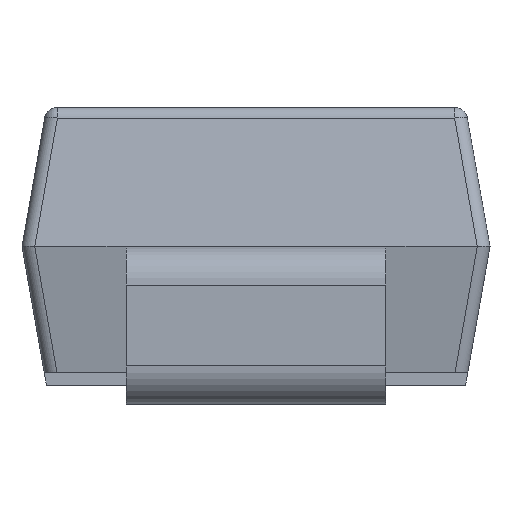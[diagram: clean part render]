
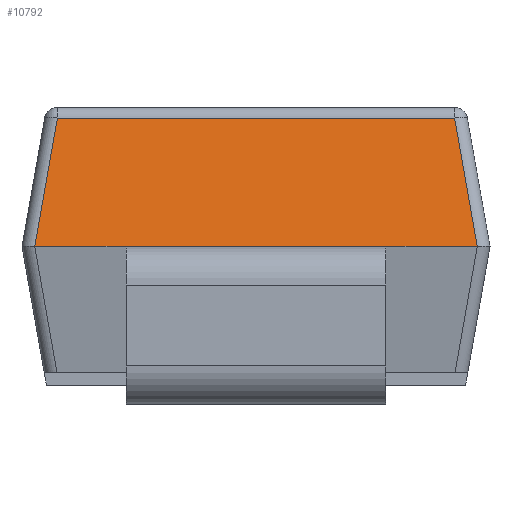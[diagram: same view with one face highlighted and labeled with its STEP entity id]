
A CAD part, left-side view. The second image highlights one B-rep face of the part: STEP entity #10792.
In plain terms, the highlighted planar face has unit normal (-0.985, 0, 0.174).
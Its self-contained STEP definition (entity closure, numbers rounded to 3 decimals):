
#15 = CARTESIAN_POINT ( 'NONE',  ( -2.203, 1.714, -0.016 ) ) ;
#139 = VECTOR ( 'NONE', #5461, 1000. ) ;
#179 = CARTESIAN_POINT ( 'NONE',  ( -2.2, 1.81, 0. ) ) ;
#236 = DIRECTION ( 'NONE',  ( -0.171, 0.171, -0.97 ) ) ;
#326 = DIRECTION ( 'NONE',  ( 0.174, 0., 0.985 ) ) ;
#1032 = CARTESIAN_POINT ( 'NONE',  ( -2.2, 1.81, 0. ) ) ;
#1217 = EDGE_CURVE ( 'NONE', #2043, #7594, #3735, .T. ) ;
#1249 = EDGE_CURVE ( 'NONE', #7594, #6369, #10363, .T. ) ;
#1287 = EDGE_CURVE ( 'NONE', #3759, #2043, #2666, .T. ) ;
#1448 = VECTOR ( 'NONE', #236, 1000. ) ;
#2043 = VERTEX_POINT ( 'NONE', #6235 ) ;
#2375 = CARTESIAN_POINT ( 'NONE',  ( -2.2, 1.81, 0. ) ) ;
#2491 = LINE ( 'NONE', #2375, #9808 ) ;
#2666 = LINE ( 'NONE', #5663, #9945 ) ;
#3135 = LINE ( 'NONE', #179, #139 ) ;
#3195 = AXIS2_PLACEMENT_3D ( 'NONE', #8109, #4682, #326 ) ;
#3471 = ORIENTED_EDGE ( 'NONE', *, *, #7851, .T. ) ;
#3735 = LINE ( 'NONE', #15, #1448 ) ;
#3759 = VERTEX_POINT ( 'NONE', #6613 ) ;
#3847 = ORIENTED_EDGE ( 'NONE', *, *, #5874, .T. ) ;
#3895 = DIRECTION ( 'NONE',  ( 0., 1., 0. ) ) ;
#4414 = PLANE ( 'NONE',  #3195 ) ;
#4453 = ORIENTED_EDGE ( 'NONE', *, *, #1217, .T. ) ;
#4682 = DIRECTION ( 'NONE',  ( -0.985, 0., 0.174 ) ) ;
#5401 = DIRECTION ( 'NONE',  ( 0., -1., 0. ) ) ;
#5434 = LINE ( 'NONE', #10352, #11117 ) ;
#5461 = DIRECTION ( 'NONE',  ( 0., -1., 0. ) ) ;
#5634 = CARTESIAN_POINT ( 'NONE',  ( -2.2, 1.005, 0. ) ) ;
#5663 = CARTESIAN_POINT ( 'NONE',  ( -2.025, 1.62, 0.992 ) ) ;
#5690 = VERTEX_POINT ( 'NONE', #9082 ) ;
#5802 = VECTOR ( 'NONE', #5401, 1000. ) ;
#5874 = EDGE_CURVE ( 'NONE', #5690, #10972, #2491, .T. ) ;
#6138 = ORIENTED_EDGE ( 'NONE', *, *, #1249, .T. ) ;
#6210 = ORIENTED_EDGE ( 'NONE', *, *, #11149, .T. ) ;
#6235 = CARTESIAN_POINT ( 'NONE',  ( -2.025, 1.537, 0.992 ) ) ;
#6369 = VERTEX_POINT ( 'NONE', #5634 ) ;
#6613 = CARTESIAN_POINT ( 'NONE',  ( -2.025, -1.537, 0.992 ) ) ;
#7594 = VERTEX_POINT ( 'NONE', #8737 ) ;
#7711 = ORIENTED_EDGE ( 'NONE', *, *, #1287, .T. ) ;
#7851 = EDGE_CURVE ( 'NONE', #10972, #3759, #5434, .T. ) ;
#7873 = EDGE_LOOP ( 'NONE', ( #7711, #4453, #6138, #6210, #3847, #3471 ) ) ;
#8109 = CARTESIAN_POINT ( 'NONE',  ( -2.2, 1.81, 0. ) ) ;
#8607 = DIRECTION ( 'NONE',  ( 0.171, 0.171, 0.97 ) ) ;
#8737 = CARTESIAN_POINT ( 'NONE',  ( -2.2, 1.712, 0. ) ) ;
#9002 = CARTESIAN_POINT ( 'NONE',  ( -2.2, -1.712, 0. ) ) ;
#9082 = CARTESIAN_POINT ( 'NONE',  ( -2.2, -1.005, 0. ) ) ;
#9564 = DIRECTION ( 'NONE',  ( 0., -1., 0. ) ) ;
#9808 = VECTOR ( 'NONE', #9564, 1000. ) ;
#9945 = VECTOR ( 'NONE', #3895, 1000. ) ;
#10352 = CARTESIAN_POINT ( 'NONE',  ( -2.097, -1.608, 0.585 ) ) ;
#10363 = LINE ( 'NONE', #1032, #5802 ) ;
#10792 = ADVANCED_FACE ( 'NONE', ( #10999 ), #4414, .T. ) ;
#10972 = VERTEX_POINT ( 'NONE', #9002 ) ;
#10999 = FACE_OUTER_BOUND ( 'NONE', #7873, .T. ) ;
#11117 = VECTOR ( 'NONE', #8607, 1000. ) ;
#11149 = EDGE_CURVE ( 'NONE', #6369, #5690, #3135, .T. ) ;
